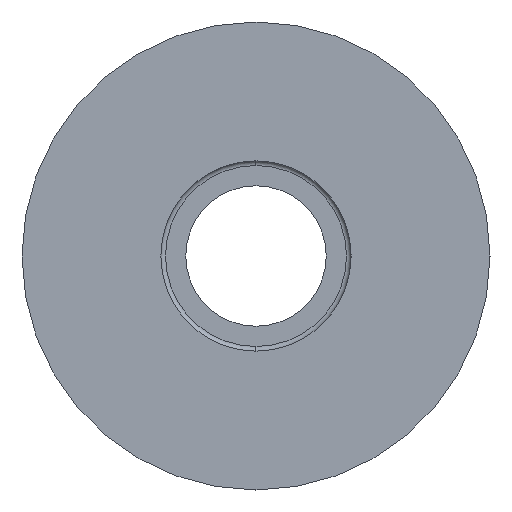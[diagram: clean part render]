
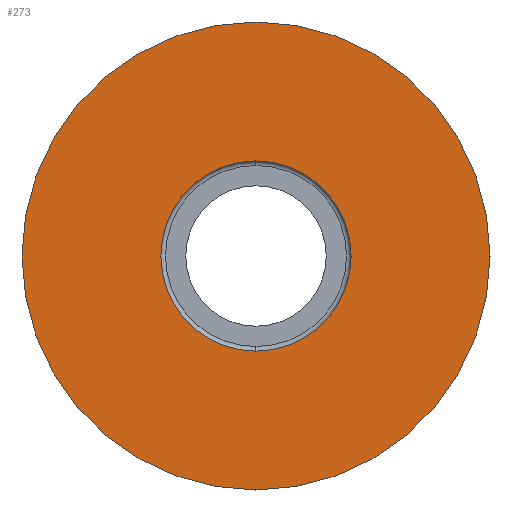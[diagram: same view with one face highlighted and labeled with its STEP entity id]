
A CAD part, left-side view. The second image highlights one B-rep face of the part: STEP entity #273.
In plain terms, the highlighted planar face has unit normal (-1, 0, 0).
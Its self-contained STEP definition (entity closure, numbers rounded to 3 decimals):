
#9 = CARTESIAN_POINT ( 'NONE',  ( 0., 0., 15. ) ) ;
#31 = CIRCLE ( 'NONE', #673, 15. ) ;
#42 = CIRCLE ( 'NONE', #65, 6.1 ) ;
#65 = AXIS2_PLACEMENT_3D ( 'NONE', #336, #723, #397 ) ;
#83 = CARTESIAN_POINT ( 'NONE',  ( 0., 0., 0. ) ) ;
#111 = CIRCLE ( 'NONE', #553, 6.1 ) ;
#140 = ORIENTED_EDGE ( 'NONE', *, *, #400, .F. ) ;
#164 = DIRECTION ( 'NONE',  ( 0., 0., 1. ) ) ;
#171 = CARTESIAN_POINT ( 'NONE',  ( 0., 0., -15. ) ) ;
#185 = CARTESIAN_POINT ( 'NONE',  ( 0., 0., 0. ) ) ;
#209 = CARTESIAN_POINT ( 'NONE',  ( 0., 0., 6.1 ) ) ;
#223 = VERTEX_POINT ( 'NONE', #9 ) ;
#227 = VERTEX_POINT ( 'NONE', #209 ) ;
#228 = EDGE_CURVE ( 'NONE', #315, #223, #31, .T. ) ;
#235 = AXIS2_PLACEMENT_3D ( 'NONE', #246, #320, #374 ) ;
#246 = CARTESIAN_POINT ( 'NONE',  ( 0., 0., -6.1 ) ) ;
#263 = ORIENTED_EDGE ( 'NONE', *, *, #500, .F. ) ;
#264 = DIRECTION ( 'NONE',  ( 0., 0., 1. ) ) ;
#273 = ADVANCED_FACE ( 'NONE', ( #687, #538 ), #702, .F. ) ;
#313 = CIRCLE ( 'NONE', #599, 15. ) ;
#315 = VERTEX_POINT ( 'NONE', #171 ) ;
#320 = DIRECTION ( 'NONE',  ( 1., 0., 0. ) ) ;
#336 = CARTESIAN_POINT ( 'NONE',  ( 0., 0., 0. ) ) ;
#372 = DIRECTION ( 'NONE',  ( -1., 0., 0. ) ) ;
#374 = DIRECTION ( 'NONE',  ( 0., 0., -1. ) ) ;
#397 = DIRECTION ( 'NONE',  ( 0., 0., 1. ) ) ;
#400 = EDGE_CURVE ( 'NONE', #227, #594, #111, .T. ) ;
#435 = EDGE_LOOP ( 'NONE', ( #140, #263 ) ) ;
#500 = EDGE_CURVE ( 'NONE', #594, #227, #42, .T. ) ;
#501 = ORIENTED_EDGE ( 'NONE', *, *, #228, .T. ) ;
#538 = FACE_OUTER_BOUND ( 'NONE', #701, .T. ) ;
#541 = DIRECTION ( 'NONE',  ( -1., 0., 0. ) ) ;
#553 = AXIS2_PLACEMENT_3D ( 'NONE', #185, #606, #264 ) ;
#594 = VERTEX_POINT ( 'NONE', #676 ) ;
#599 = AXIS2_PLACEMENT_3D ( 'NONE', #83, #541, #164 ) ;
#606 = DIRECTION ( 'NONE',  ( -1., 0., 0. ) ) ;
#673 = AXIS2_PLACEMENT_3D ( 'NONE', #697, #372, #754 ) ;
#676 = CARTESIAN_POINT ( 'NONE',  ( 0., 0., -6.1 ) ) ;
#687 = FACE_BOUND ( 'NONE', #435, .T. ) ;
#697 = CARTESIAN_POINT ( 'NONE',  ( 0., 0., 0. ) ) ;
#701 = EDGE_LOOP ( 'NONE', ( #768, #501 ) ) ;
#702 = PLANE ( 'NONE',  #235 ) ;
#723 = DIRECTION ( 'NONE',  ( -1., 0., 0. ) ) ;
#754 = DIRECTION ( 'NONE',  ( 0., 0., 1. ) ) ;
#767 = EDGE_CURVE ( 'NONE', #223, #315, #313, .T. ) ;
#768 = ORIENTED_EDGE ( 'NONE', *, *, #767, .T. ) ;
